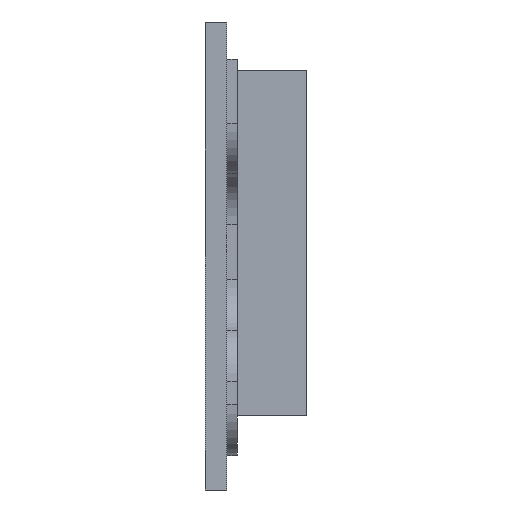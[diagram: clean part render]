
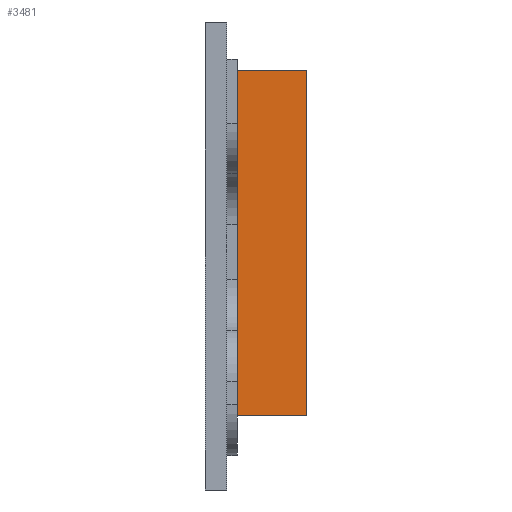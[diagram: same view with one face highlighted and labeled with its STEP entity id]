
A CAD part, left-side view. The second image highlights one B-rep face of the part: STEP entity #3481.
In plain terms, the highlighted planar face has unit normal (-1, 0, 0).
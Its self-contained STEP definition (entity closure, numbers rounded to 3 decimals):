
#149=PLANE('',#3618);
#322=FACE_OUTER_BOUND('',#530,.T.);
#530=EDGE_LOOP('',(#3082,#3083,#3084,#3085));
#723=LINE('',#5861,#1031);
#816=LINE('',#6626,#1124);
#821=LINE('',#6636,#1129);
#827=LINE('',#6647,#1135);
#1031=VECTOR('',#3925,10.);
#1124=VECTOR('',#4098,10.);
#1129=VECTOR('',#4107,10.);
#1135=VECTOR('',#4115,10.);
#1579=VERTEX_POINT('',#5855);
#1581=VERTEX_POINT('',#5859);
#1678=VERTEX_POINT('',#6625);
#1681=VERTEX_POINT('',#6635);
#2006=EDGE_CURVE('',#1581,#1579,#723,.T.);
#2156=EDGE_CURVE('',#1678,#1579,#816,.T.);
#2161=EDGE_CURVE('',#1681,#1678,#821,.T.);
#2167=EDGE_CURVE('',#1581,#1681,#827,.T.);
#3082=ORIENTED_EDGE('',*,*,#2156,.T.);
#3083=ORIENTED_EDGE('',*,*,#2006,.F.);
#3084=ORIENTED_EDGE('',*,*,#2167,.T.);
#3085=ORIENTED_EDGE('',*,*,#2161,.T.);
#3481=ADVANCED_FACE('',(#322),#149,.T.);
#3618=AXIS2_PLACEMENT_3D('',#6648,#4116,#4117);
#3925=DIRECTION('',(0.,0.,1.));
#4098=DIRECTION('',(0.,1.,0.));
#4107=DIRECTION('',(0.,0.,1.));
#4115=DIRECTION('',(0.,-1.,0.));
#4116=DIRECTION('center_axis',(-1.,0.,0.));
#4117=DIRECTION('ref_axis',(0.,0.,-1.));
#5855=CARTESIAN_POINT('',(75.,146.,-4.558));
#5859=CARTESIAN_POINT('',(75.,146.,-37.));
#5861=CARTESIAN_POINT('',(75.,146.,-21.075));
#6625=CARTESIAN_POINT('',(75.,139.493,-4.558));
#6626=CARTESIAN_POINT('',(75.,145.621,-4.558));
#6635=CARTESIAN_POINT('',(75.,139.493,-37.));
#6636=CARTESIAN_POINT('',(75.,139.493,-28.5));
#6647=CARTESIAN_POINT('',(75.,146.618,-37.));
#6648=CARTESIAN_POINT('Origin',(75.,144.243,-20.));
